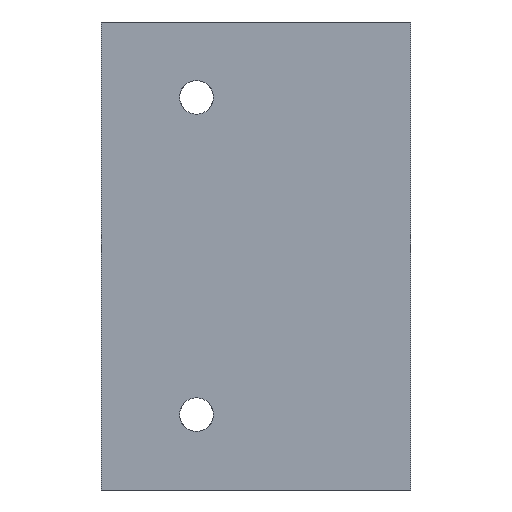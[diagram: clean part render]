
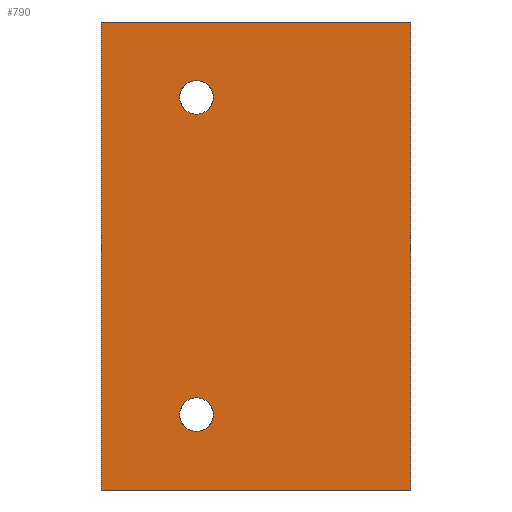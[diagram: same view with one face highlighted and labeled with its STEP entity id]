
A CAD part, front view. The second image highlights one B-rep face of the part: STEP entity #790.
In plain terms, the highlighted planar face has unit normal (0, -1, 0).
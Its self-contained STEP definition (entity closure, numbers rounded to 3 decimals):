
#17 = EDGE_CURVE ( 'NONE', #2041, #1132, #437, .T. ) ;
#29 = LINE ( 'NONE', #858, #861 ) ;
#32 = DIRECTION ( 'NONE',  ( -1., 0., 0. ) ) ;
#45 = CARTESIAN_POINT ( 'NONE',  ( 0., 0., -59. ) ) ;
#60 = ORIENTED_EDGE ( 'NONE', *, *, #17, .F. ) ;
#70 = DIRECTION ( 'NONE',  ( 0., 0., 1. ) ) ;
#89 = ORIENTED_EDGE ( 'NONE', *, *, #358, .T. ) ;
#112 = CARTESIAN_POINT ( 'NONE',  ( -49.75, 0., -40. ) ) ;
#142 = DIRECTION ( 'NONE',  ( 0., 1., 0. ) ) ;
#178 = CARTESIAN_POINT ( 'NONE',  ( -54., 0., -40. ) ) ;
#196 = DIRECTION ( 'NONE',  ( 0., 0., -1. ) ) ;
#198 = PLANE ( 'NONE',  #1983 ) ;
#230 = EDGE_CURVE ( 'NONE', #1720, #807, #1904, .T. ) ;
#231 = CARTESIAN_POINT ( 'NONE',  ( -54., 0., 40. ) ) ;
#292 = ORIENTED_EDGE ( 'NONE', *, *, #1139, .T. ) ;
#330 = DIRECTION ( 'NONE',  ( -1., 0., 0. ) ) ;
#349 = FACE_OUTER_BOUND ( 'NONE', #840, .T. ) ;
#358 = EDGE_CURVE ( 'NONE', #1750, #1468, #618, .T. ) ;
#437 = LINE ( 'NONE', #577, #1495 ) ;
#444 = CARTESIAN_POINT ( 'NONE',  ( -78., 0., 59. ) ) ;
#480 = CARTESIAN_POINT ( 'NONE',  ( -54., 0., -40. ) ) ;
#482 = VERTEX_POINT ( 'NONE', #444 ) ;
#577 = CARTESIAN_POINT ( 'NONE',  ( 0., 0., 59. ) ) ;
#586 = DIRECTION ( 'NONE',  ( 0., 0., -1. ) ) ;
#610 = VERTEX_POINT ( 'NONE', #662 ) ;
#618 = CIRCLE ( 'NONE', #1941, 4.25 ) ;
#661 = CIRCLE ( 'NONE', #1541, 4.25 ) ;
#662 = CARTESIAN_POINT ( 'NONE',  ( -78., 0., -59. ) ) ;
#705 = CARTESIAN_POINT ( 'NONE',  ( 0., 0., 59. ) ) ;
#732 = EDGE_LOOP ( 'NONE', ( #89, #815 ) ) ;
#790 = ADVANCED_FACE ( 'NONE', ( #1516, #1804, #349 ), #198, .F. ) ;
#807 = VERTEX_POINT ( 'NONE', #1494 ) ;
#808 = CARTESIAN_POINT ( 'NONE',  ( -78., 0., 59. ) ) ;
#809 = CARTESIAN_POINT ( 'NONE',  ( -54., 0., 40. ) ) ;
#815 = ORIENTED_EDGE ( 'NONE', *, *, #977, .T. ) ;
#833 = CIRCLE ( 'NONE', #1640, 4.25 ) ;
#840 = EDGE_LOOP ( 'NONE', ( #292, #60, #1740, #1851 ) ) ;
#846 = LINE ( 'NONE', #1985, #1917 ) ;
#858 = CARTESIAN_POINT ( 'NONE',  ( -78., 0., 59. ) ) ;
#861 = VECTOR ( 'NONE', #196, 1000. ) ;
#977 = EDGE_CURVE ( 'NONE', #1468, #1750, #833, .T. ) ;
#1020 = DIRECTION ( 'NONE',  ( 0., 1., 0. ) ) ;
#1040 = ORIENTED_EDGE ( 'NONE', *, *, #230, .T. ) ;
#1094 = CARTESIAN_POINT ( 'NONE',  ( -49.75, 0., 40. ) ) ;
#1132 = VERTEX_POINT ( 'NONE', #45 ) ;
#1139 = EDGE_CURVE ( 'NONE', #610, #1132, #846, .T. ) ;
#1158 = DIRECTION ( 'NONE',  ( 1., 0., 0. ) ) ;
#1162 = AXIS2_PLACEMENT_3D ( 'NONE', #178, #1765, #32 ) ;
#1163 = EDGE_CURVE ( 'NONE', #482, #610, #29, .T. ) ;
#1253 = EDGE_LOOP ( 'NONE', ( #1900, #1040 ) ) ;
#1254 = DIRECTION ( 'NONE',  ( 1., 0., 0. ) ) ;
#1260 = CARTESIAN_POINT ( 'NONE',  ( -58.25, 0., 40. ) ) ;
#1272 = VECTOR ( 'NONE', #1254, 1000. ) ;
#1332 = CARTESIAN_POINT ( 'NONE',  ( -78., 0., 59. ) ) ;
#1424 = EDGE_CURVE ( 'NONE', #482, #2041, #1591, .T. ) ;
#1468 = VERTEX_POINT ( 'NONE', #1094 ) ;
#1494 = CARTESIAN_POINT ( 'NONE',  ( -58.25, 0., -40. ) ) ;
#1495 = VECTOR ( 'NONE', #586, 1000. ) ;
#1516 = FACE_BOUND ( 'NONE', #732, .T. ) ;
#1541 = AXIS2_PLACEMENT_3D ( 'NONE', #480, #1778, #1966 ) ;
#1591 = LINE ( 'NONE', #808, #1272 ) ;
#1640 = AXIS2_PLACEMENT_3D ( 'NONE', #809, #142, #330 ) ;
#1645 = DIRECTION ( 'NONE',  ( 0., 1., 0. ) ) ;
#1720 = VERTEX_POINT ( 'NONE', #112 ) ;
#1740 = ORIENTED_EDGE ( 'NONE', *, *, #1424, .F. ) ;
#1750 = VERTEX_POINT ( 'NONE', #1260 ) ;
#1765 = DIRECTION ( 'NONE',  ( 0., 1., 0. ) ) ;
#1778 = DIRECTION ( 'NONE',  ( 0., 1., 0. ) ) ;
#1804 = FACE_BOUND ( 'NONE', #1253, .T. ) ;
#1817 = DIRECTION ( 'NONE',  ( -1., 0., 0. ) ) ;
#1851 = ORIENTED_EDGE ( 'NONE', *, *, #1163, .T. ) ;
#1889 = EDGE_CURVE ( 'NONE', #807, #1720, #661, .T. ) ;
#1900 = ORIENTED_EDGE ( 'NONE', *, *, #1889, .T. ) ;
#1904 = CIRCLE ( 'NONE', #1162, 4.25 ) ;
#1917 = VECTOR ( 'NONE', #1158, 1000. ) ;
#1941 = AXIS2_PLACEMENT_3D ( 'NONE', #231, #1645, #1817 ) ;
#1966 = DIRECTION ( 'NONE',  ( -1., 0., 0. ) ) ;
#1983 = AXIS2_PLACEMENT_3D ( 'NONE', #1332, #1020, #70 ) ;
#1985 = CARTESIAN_POINT ( 'NONE',  ( -78., 0., -59. ) ) ;
#2041 = VERTEX_POINT ( 'NONE', #705 ) ;
